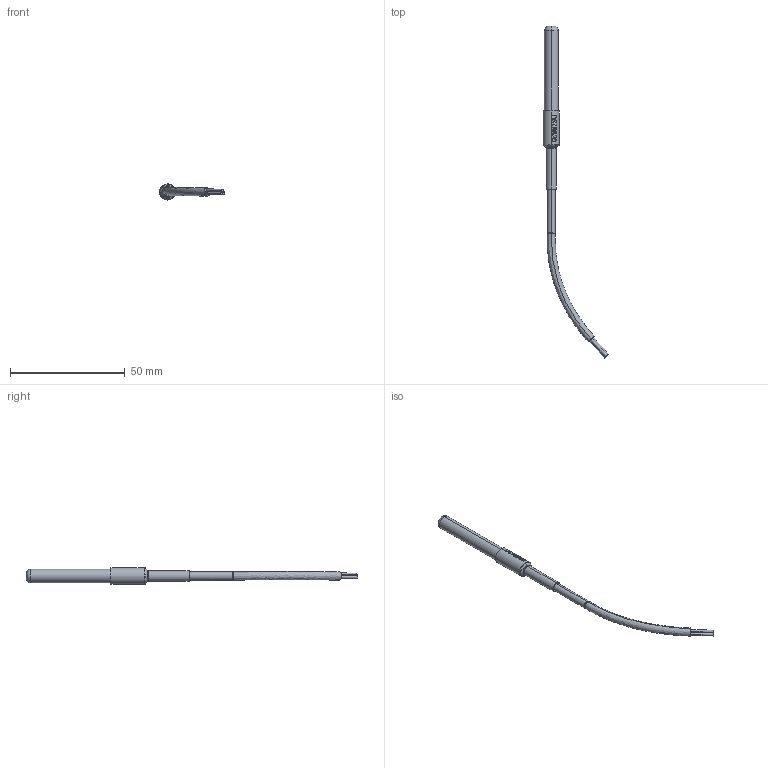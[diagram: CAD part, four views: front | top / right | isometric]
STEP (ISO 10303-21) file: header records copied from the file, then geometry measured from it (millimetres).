
FILE_DESCRIPTION (( 'STEP AP203' ), '1' );
FILE_NAME ('DS18B20-Temp-Sensor.STEP', '2023-07-03T13:21:47', ( '' ), ( '' ), 'SwSTEP 2.0', 'SolidWorks 2022', '' );
FILE_SCHEMA (( 'CONFIG_CONTROL_DESIGN' ));
Length unit declared in the file: millimetre
Products named in the file (1): DS18B20-Temp-Sensor
Bounding box: 28.51 x 144.57 x 7 mm (x, y, z)
Volume: 3086.6 mm3; surface area: 2653.9 mm2
Topology: 6 solids, 6 shells, 142 faces, 355 edges, 229 vertices
Faces by surface type: bspline 66, plane 41, cylinder 27, torus 6, cone 2
Entity records: 7477 total; most frequent: CARTESIAN_POINT 4485, ORIENTED_EDGE 706, DIRECTION 413, EDGE_CURVE 353, VERTEX_POINT 229, EDGE_LOOP 148, VECTOR 147, LINE 147
